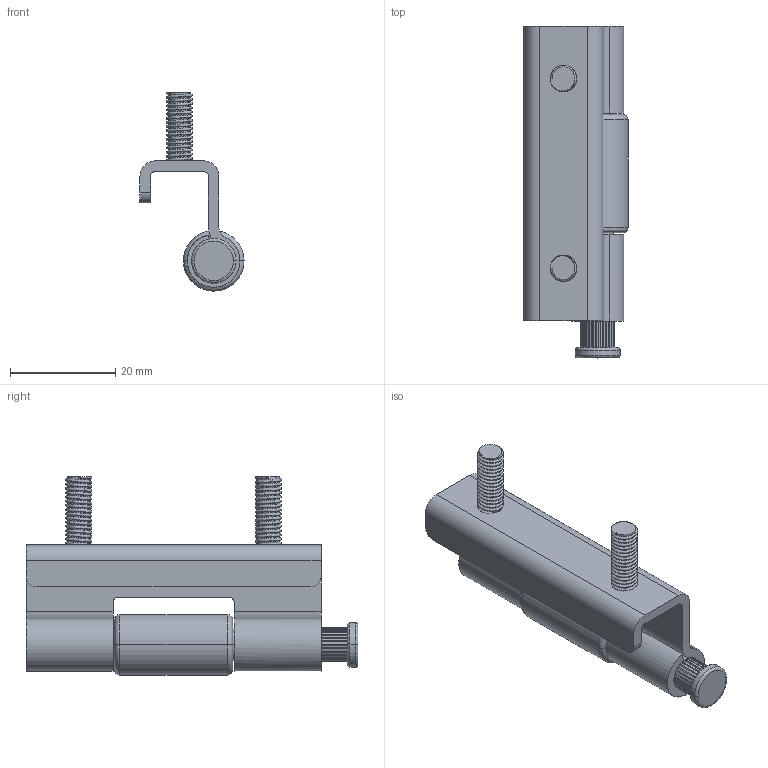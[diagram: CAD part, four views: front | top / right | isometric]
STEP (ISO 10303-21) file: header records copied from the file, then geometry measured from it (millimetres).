
FILE_DESCRIPTION(/* description */ (''),/* implementation_level */ '2;1');
FILE_NAME(/* name */ 'JL042-3',/* time_stamp */ '2025-10-11T13:28:50+08:00',/* author */ (''),/* organization */ (''),/* preprocessor_version */ 'ST-DEVELOPER v19.2',/* originating_system */ 'Rhino 8.5',/* authorisation */ '');
FILE_SCHEMA (('CONFIG_CONTROL_DESIGN'));
Length unit declared in the file: millimetre
Products named in the file (1): Document
Bounding box: 19.75 x 63 x 37.65 mm (x, y, z)
Volume: 8614.4 mm3; surface area: 9006.9 mm2
Topology: 5 solids, 5 shells, 233 faces, 647 edges, 426 vertices
Faces by surface type: cylinder 104, bspline 90, plane 39
Entity records: 40608 total; most frequent: CARTESIAN_POINT 35742, ORIENTED_EDGE 1270, EDGE_CURVE 635, DIRECTION 571, VERTEX_POINT 420, AXIS2_PLACEMENT_3D 356, EDGE_LOOP 243, B_SPLINE_CURVE_WITH_KNOTS 236
